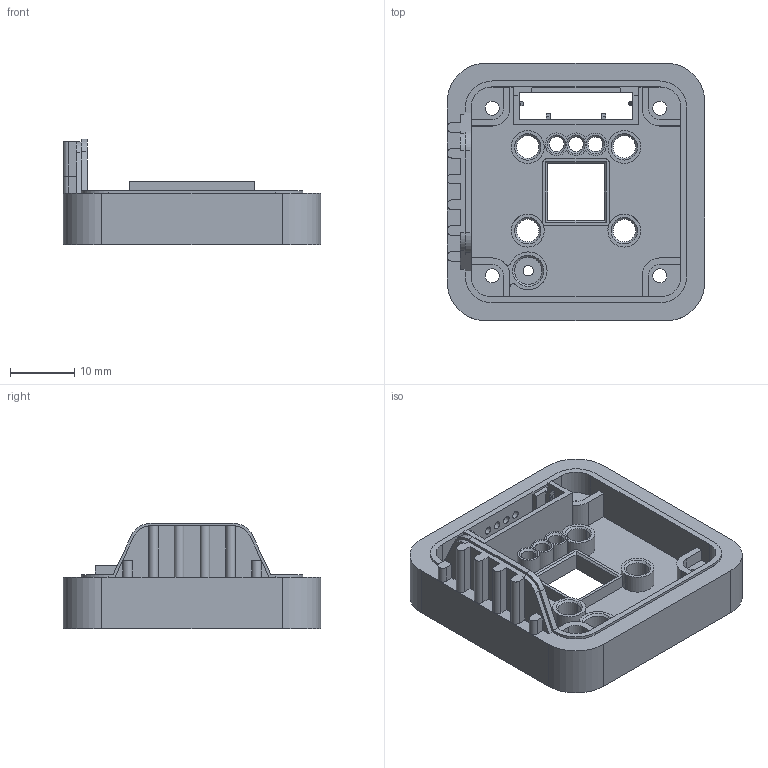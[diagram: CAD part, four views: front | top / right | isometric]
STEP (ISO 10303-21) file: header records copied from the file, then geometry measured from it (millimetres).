
FILE_DESCRIPTION((''),'2;1');
FILE_NAME('RECAMERA-SENSORCOVER-4040_1','2024-08-07T16:38:57',('seeed'),(''),'CREO PARAMETRIC BY PTC INC, 2024063','CREO PARAMETRIC BY PTC INC, 2024063','');
FILE_SCHEMA(('CONFIG_CONTROL_DESIGN'));
Length unit declared in the file: millimetre
Products named in the file (1): RECAMERA-SENSORCOVER-4040_1
Bounding box: 40 x 40 x 16.4 mm (x, y, z)
Volume: 5689.1 mm3; surface area: 7063.3 mm2
Topology: 1 solids, 1 shells, 286 faces, 845 edges, 573 vertices
Faces by surface type: plane 139, cylinder 115, cone 32
Entity records: 9869 total; most frequent: DIRECTION 1749, CARTESIAN_POINT 1742, ORIENTED_EDGE 1690, EDGE_CURVE 845, AXIS2_PLACEMENT_3D 626, VERTEX_POINT 573, VECTOR 497, LINE 497
